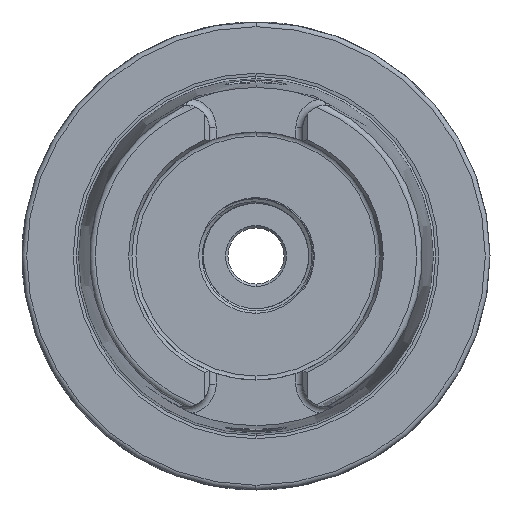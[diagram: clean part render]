
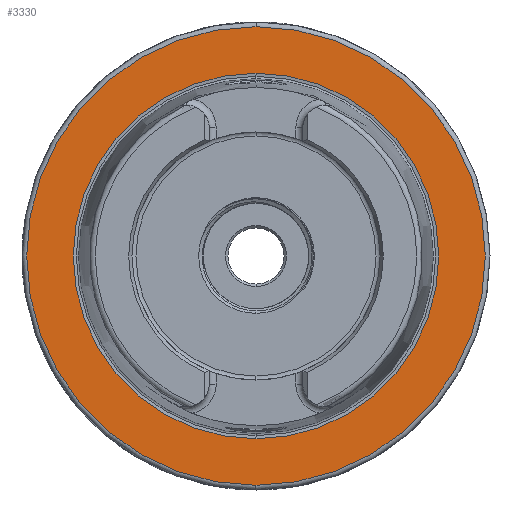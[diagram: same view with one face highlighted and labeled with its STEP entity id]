
A CAD part, left-side view. The second image highlights one B-rep face of the part: STEP entity #3330.
In plain terms, the highlighted planar face has unit normal (-1, 0, 0).
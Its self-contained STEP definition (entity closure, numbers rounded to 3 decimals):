
#1621 = AXIS2_PLACEMENT_3D ( 'NONE', #35589, #35590, #35591 ) ;
#1671 = FACE_OUTER_BOUND ( 'NONE', #37450, .T. ) ;
#1672 = FACE_BOUND ( 'NONE', #37808, .T. ) ;
#3330 = ADVANCED_FACE ( 'NONE', ( #1671, #1672 ), #35588, .T. ) ;
#3709 = ORIENTED_EDGE ( 'NONE', *, *, #34418, .T. ) ;
#3710 = ORIENTED_EDGE ( 'NONE', *, *, #34773, .T. ) ;
#3711 = ORIENTED_EDGE ( 'NONE', *, *, #34772, .T. ) ;
#3712 = ORIENTED_EDGE ( 'NONE', *, *, #34422, .T. ) ;
#18011 = CARTESIAN_POINT ( 'NONE',  ( 0., 0., 0. ) ) ;
#18012 = DIRECTION ( 'NONE',  ( -1., 0., 0. ) ) ;
#18013 = DIRECTION ( 'NONE',  ( 0., 0., 1. ) ) ;
#18023 = CARTESIAN_POINT ( 'NONE',  ( 0., 0., 0. ) ) ;
#18024 = DIRECTION ( 'NONE',  ( 1., 0., 0. ) ) ;
#18025 = DIRECTION ( 'NONE',  ( 0., 0., -1. ) ) ;
#21456 = CARTESIAN_POINT ( 'NONE',  ( 0., 0., 0. ) ) ;
#21457 = DIRECTION ( 'NONE',  ( 1., 0., 0. ) ) ;
#21458 = DIRECTION ( 'NONE',  ( 0., 0., -1. ) ) ;
#21459 = CARTESIAN_POINT ( 'NONE',  ( 0., 0., 0. ) ) ;
#21460 = DIRECTION ( 'NONE',  ( -1., 0., 0. ) ) ;
#21461 = DIRECTION ( 'NONE',  ( 0., 0., 1. ) ) ;
#27042 = CARTESIAN_POINT ( 'NONE',  ( 0., 0., -39.054 ) ) ;
#27045 = CARTESIAN_POINT ( 'NONE',  ( 0., 0., 39.054 ) ) ;
#27192 = CARTESIAN_POINT ( 'NONE',  ( 0., 0., -49. ) ) ;
#27196 = CARTESIAN_POINT ( 'NONE',  ( 0., 0., 49. ) ) ;
#32248 = AXIS2_PLACEMENT_3D ( 'NONE', #18023, #18024, #18025 ) ;
#32257 = AXIS2_PLACEMENT_3D ( 'NONE', #18011, #18012, #18013 ) ;
#32457 = AXIS2_PLACEMENT_3D ( 'NONE', #21459, #21460, #21461 ) ;
#32458 = AXIS2_PLACEMENT_3D ( 'NONE', #21456, #21457, #21458 ) ;
#34418 = EDGE_CURVE ( 'NONE', #37067, #37063, #36052, .T. ) ;
#34422 = EDGE_CURVE ( 'NONE', #35859, #35856, #36055, .T. ) ;
#34772 = EDGE_CURVE ( 'NONE', #35856, #35859, #36137, .T. ) ;
#34773 = EDGE_CURVE ( 'NONE', #37063, #37067, #36138, .T. ) ;
#35588 = PLANE ( 'NONE',  #1621 ) ;
#35589 = CARTESIAN_POINT ( 'NONE',  ( 0., 39.054, 0. ) ) ;
#35590 = DIRECTION ( 'NONE',  ( -1., 0., 0. ) ) ;
#35591 = DIRECTION ( 'NONE',  ( 0., 0., 1. ) ) ;
#35856 = VERTEX_POINT ( 'NONE', #27042 ) ;
#35859 = VERTEX_POINT ( 'NONE', #27045 ) ;
#36052 = CIRCLE ( 'NONE', #32257, 49. ) ;
#36055 = CIRCLE ( 'NONE', #32248, 39.054 ) ;
#36137 = CIRCLE ( 'NONE', #32458, 39.054 ) ;
#36138 = CIRCLE ( 'NONE', #32457, 49. ) ;
#37063 = VERTEX_POINT ( 'NONE', #27192 ) ;
#37067 = VERTEX_POINT ( 'NONE', #27196 ) ;
#37450 = EDGE_LOOP ( 'NONE', ( #3709, #3710 ) ) ;
#37808 = EDGE_LOOP ( 'NONE', ( #3712, #3711 ) ) ;
